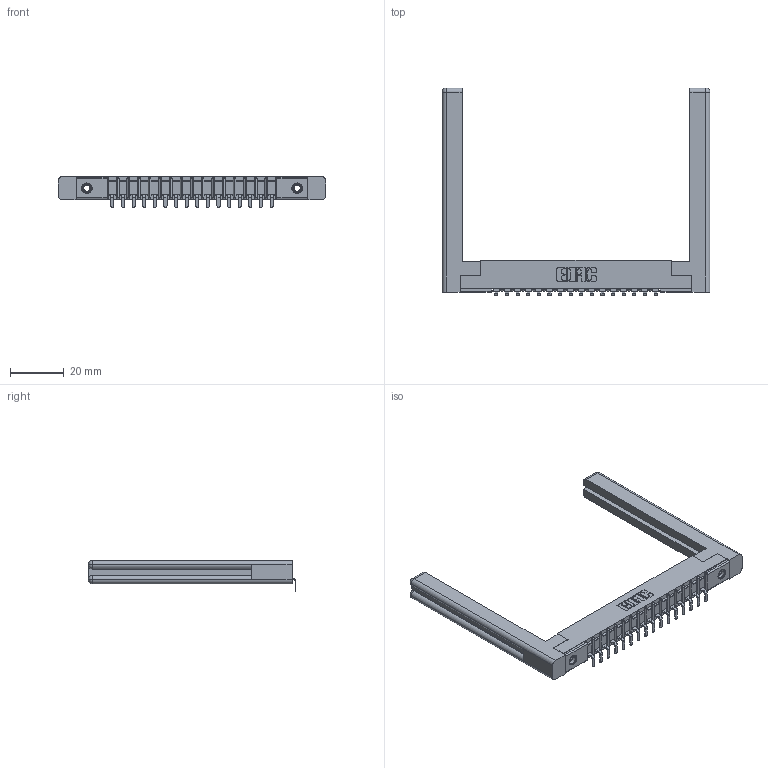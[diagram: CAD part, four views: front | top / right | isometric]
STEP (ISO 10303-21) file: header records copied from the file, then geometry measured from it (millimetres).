
FILE_DESCRIPTION (( 'STEP AP203' ), '1' );
FILE_NAME ('357-016-553-158.STEP', '2019-09-16T20:46:46', ( '' ), ( '' ), 'SwSTEP 2.0', 'SolidWorks 2016', '' );
FILE_SCHEMA (( 'CONFIG_CONTROL_DESIGN' ));
Length unit declared in the file: inch
Products named in the file (5): 307-220-058; 357-016-553-158; 307-290-002_553; 345-250-001_345-250-001-102; 307 Part_.156 Dia Mounting Holes
Assembly tree (21 placements, depth 2):
  357-016-553-158
    307 Part_.156 Dia Mounting Holes
    307-290-002_553  x16
    307-220-058  x2
    345-250-001_345-250-001-102  x2
Bounding box: 100.03 x 77.64 x 11.51 mm (x, y, z)
Volume: 14278.6 mm3; surface area: 16700.3 mm2
Topology: 21 solids, 21 shells, 1525 faces, 4581 edges, 2994 vertices
Faces by surface type: plane 906, cylinder 561, sphere 34, torus 12, cone 12
Entity records: 20409 total; most frequent: CARTESIAN_POINT 3447, ORIENTED_EDGE 3376, DIRECTION 3322, EDGE_CURVE 1688, VECTOR 1276, LINE 1276, VERTEX_POINT 1094, AXIS2_PLACEMENT_3D 1023
